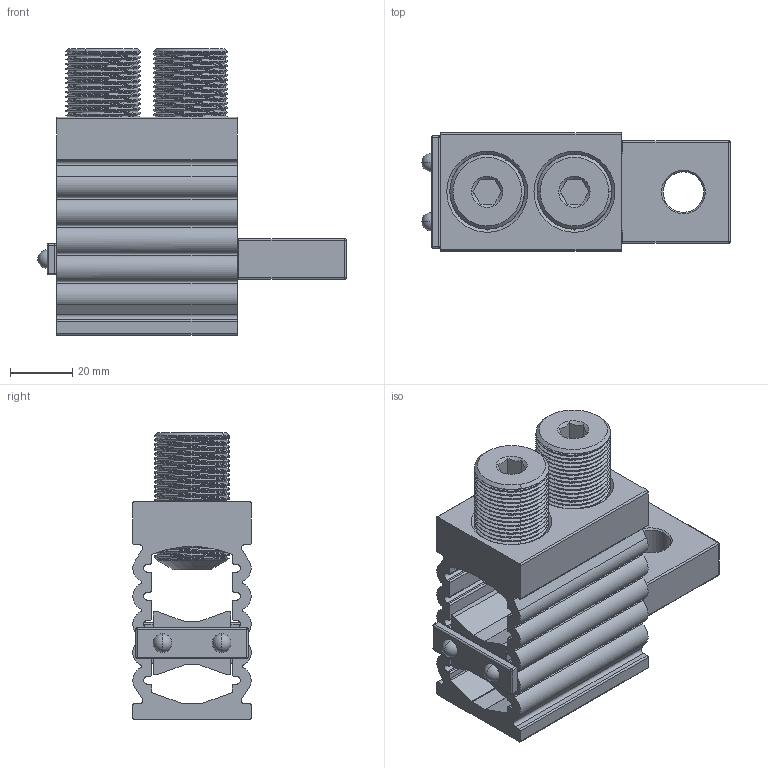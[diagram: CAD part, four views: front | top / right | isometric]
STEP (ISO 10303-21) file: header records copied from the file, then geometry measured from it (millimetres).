
FILE_DESCRIPTION(('Creo Elements/Direct Modeling STEP Export'),'2;1');
FILE_NAME('VC02-0004.stp','2018-03-26T10:19:42',(''),(''),'PTC Creo Elements/Direct Modeling STEP processor for AP214 (Solid Model)','PTC Creo Elements/Direct Modeling 19.0 09-May-2014 (C) Parametric Technology GmbH','');
FILE_SCHEMA(('AUTOMOTIVE_DESIGN { 1 0 10303 214 1 1 1 1 }'));
Length unit declared in the file: millimetre
Products named in the file (1): VC02-0004
Bounding box: 99 x 38 x 92 mm (x, y, z)
Surface area: 47864.3 mm2 (no closed solid volume)
Topology: 0 solids, 1 shells, 819 faces, 2448 edges, 1598 vertices
Faces by surface type: cone 353, cylinder 344, plane 102, sphere 20
Entity records: 37304 total; most frequent: CARTESIAN_POINT 18947, ORIENTED_EDGE 4880, EDGE_CURVE 2428, DIRECTION 2331, VERTEX_POINT 1598, B_SPLINE_CURVE_WITH_KNOTS 1255, EDGE_LOOP 830, FACE_OUTER_BOUND 819
